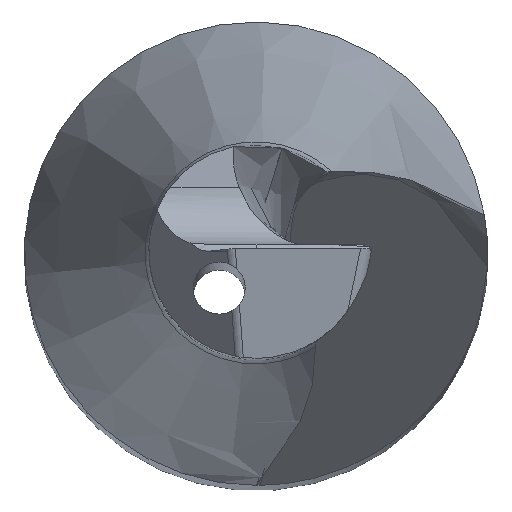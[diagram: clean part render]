
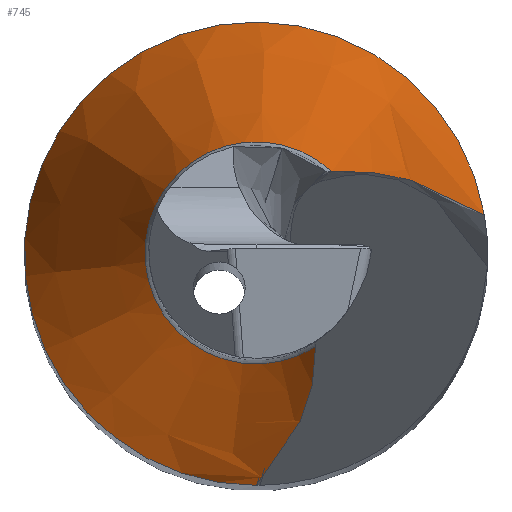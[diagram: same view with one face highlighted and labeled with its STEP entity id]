
A CAD part, top view. The second image highlights one B-rep face of the part: STEP entity #745.
In plain terms, the highlighted conical face has half-angle 15 degrees and reference radius 0.925 mm.
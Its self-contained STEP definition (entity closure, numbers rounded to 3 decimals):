
#94 = EDGE_CURVE ( 'NONE', #802, #505, #257, .T. ) ;
#99 = VERTEX_POINT ( 'NONE', #1242 ) ;
#104 = CARTESIAN_POINT ( 'NONE',  ( 0.05, -1.931, 27.542 ) ) ;
#110 = CARTESIAN_POINT ( 'NONE',  ( 0.711, 0.712, 30.998 ) ) ;
#135 = CARTESIAN_POINT ( 'NONE',  ( 0.004, -2., 27.288 ) ) ;
#140 = CARTESIAN_POINT ( 'NONE',  ( 0., 0., 31.173 ) ) ;
#143 = CARTESIAN_POINT ( 'NONE',  ( 0.521, -1., 30.56 ) ) ;
#150 = AXIS2_PLACEMENT_3D ( 'NONE', #800, #567, #1240 ) ;
#168 = CIRCLE ( 'NONE', #150, 2. ) ;
#185 = CARTESIAN_POINT ( 'NONE',  ( 0.514, -0.81, 31.173 ) ) ;
#194 = AXIS2_PLACEMENT_3D ( 'NONE', #672, #561, #1248 ) ;
#203 = DIRECTION ( 'NONE',  ( 0., 0., -1. ) ) ;
#209 = ORIENTED_EDGE ( 'NONE', *, *, #526, .T. ) ;
#212 = EDGE_LOOP ( 'NONE', ( #498, #890, #1216, #209, #686, #1021 ) ) ;
#223 = CARTESIAN_POINT ( 'NONE',  ( 0.657, 0.703, 31.161 ) ) ;
#242 = CARTESIAN_POINT ( 'NONE',  ( 0.654, 0.703, 31.169 ) ) ;
#255 = CARTESIAN_POINT ( 'NONE',  ( 0.653, 0.703, 31.173 ) ) ;
#257 = B_SPLINE_CURVE_WITH_KNOTS ( 'NONE', 3,
 ( #135, #572, #586, #104 ),
 .UNSPECIFIED., .F., .F.,
 ( 4, 4 ),
 ( 0., 0. ),
 .UNSPECIFIED. ) ;
#345 = EDGE_CURVE ( 'NONE', #505, #693, #699, .T. ) ;
#379 = CARTESIAN_POINT ( 'NONE',  ( 1.45, 0.602, 28.899 ) ) ;
#482 = CARTESIAN_POINT ( 'NONE',  ( 0.004, -2., 27.288 ) ) ;
#498 = ORIENTED_EDGE ( 'NONE', *, *, #345, .T. ) ;
#505 = VERTEX_POINT ( 'NONE', #1247 ) ;
#526 = EDGE_CURVE ( 'NONE', #1332, #1260, #1054, .T. ) ;
#561 = DIRECTION ( 'NONE',  ( 0., 0., -1. ) ) ;
#567 = DIRECTION ( 'NONE',  ( 0., 0., 1. ) ) ;
#572 = CARTESIAN_POINT ( 'NONE',  ( 0.011, -1.977, 27.374 ) ) ;
#586 = CARTESIAN_POINT ( 'NONE',  ( 0.027, -1.954, 27.458 ) ) ;
#618 = CONICAL_SURFACE ( 'NONE', #194, 0.925, 0.262 ) ;
#623 = EDGE_CURVE ( 'NONE', #693, #99, #1423, .T. ) ;
#671 = CARTESIAN_POINT ( 'NONE',  ( 0.888, 0.709, 30.514 ) ) ;
#672 = CARTESIAN_POINT ( 'NONE',  ( 0., 0., 31.3 ) ) ;
#686 = ORIENTED_EDGE ( 'NONE', *, *, #1028, .T. ) ;
#692 = CARTESIAN_POINT ( 'NONE',  ( 1.557, 0.566, 28.575 ) ) ;
#693 = VERTEX_POINT ( 'NONE', #185 ) ;
#695 = CARTESIAN_POINT ( 'NONE',  ( 0.33, -1.582, 28.74 ) ) ;
#699 = B_SPLINE_CURVE_WITH_KNOTS ( 'NONE', 3,
 ( #1282, #704, #695, #1175, #143, #722 ),
 .UNSPECIFIED., .F., .F.,
 ( 4, 2, 4 ),
 ( 0., 0.002, 0.004 ),
 .UNSPECIFIED. ) ;
#704 = CARTESIAN_POINT ( 'NONE',  ( 0.209, -1.767, 28.14 ) ) ;
#722 = CARTESIAN_POINT ( 'NONE',  ( 0.514, -0.81, 31.173 ) ) ;
#745 = ADVANCED_FACE ( 'NONE', ( #1249 ), #618, .T. ) ;
#759 = EDGE_CURVE ( 'NONE', #99, #1332, #1149, .T. ) ;
#800 = CARTESIAN_POINT ( 'NONE',  ( 0., 0., 27.288 ) ) ;
#802 = VERTEX_POINT ( 'NONE', #482 ) ;
#890 = ORIENTED_EDGE ( 'NONE', *, *, #623, .T. ) ;
#898 = CARTESIAN_POINT ( 'NONE',  ( 1.12, 0.681, 29.869 ) ) ;
#911 = AXIS2_PLACEMENT_3D ( 'NONE', #140, #203, #1104 ) ;
#950 = CARTESIAN_POINT ( 'NONE',  ( 0.657, 0.703, 31.161 ) ) ;
#978 = CARTESIAN_POINT ( 'NONE',  ( 0.657, 0.703, 31.161 ) ) ;
#1004 = CARTESIAN_POINT ( 'NONE',  ( 0.946, 0.704, 30.353 ) ) ;
#1021 = ORIENTED_EDGE ( 'NONE', *, *, #94, .T. ) ;
#1028 = EDGE_CURVE ( 'NONE', #1260, #802, #168, .T. ) ;
#1054 = B_SPLINE_CURVE_WITH_KNOTS ( 'NONE', 3,
 ( #223, #110, #1363, #671, #1004, #898, #1358, #379, #692, #1178, #1410, #1059 ),
 .UNSPECIFIED., .F., .F.,
 ( 4, 2, 2, 2, 2, 4 ),
 ( 0., 0.001, 0.001, 0.002, 0.003, 0.004 ),
 .UNSPECIFIED. ) ;
#1059 = CARTESIAN_POINT ( 'NONE',  ( 1.972, 0.333, 27.288 ) ) ;
#1092 = CARTESIAN_POINT ( 'NONE',  ( 1.972, 0.333, 27.288 ) ) ;
#1104 = DIRECTION ( 'NONE',  ( 1., 0., 0. ) ) ;
#1149 = B_SPLINE_CURVE_WITH_KNOTS ( 'NONE', 3,
 ( #255, #242, #1306, #950 ),
 .UNSPECIFIED., .F., .F.,
 ( 4, 4 ),
 ( 0., 0. ),
 .UNSPECIFIED. ) ;
#1175 = CARTESIAN_POINT ( 'NONE',  ( 0.486, -1.199, 29.948 ) ) ;
#1178 = CARTESIAN_POINT ( 'NONE',  ( 1.769, 0.469, 27.929 ) ) ;
#1216 = ORIENTED_EDGE ( 'NONE', *, *, #759, .T. ) ;
#1240 = DIRECTION ( 'NONE',  ( -1., 0., 0. ) ) ;
#1242 = CARTESIAN_POINT ( 'NONE',  ( 0.653, 0.703, 31.173 ) ) ;
#1247 = CARTESIAN_POINT ( 'NONE',  ( 0.05, -1.931, 27.542 ) ) ;
#1248 = DIRECTION ( 'NONE',  ( 1., 0., 0. ) ) ;
#1249 = FACE_OUTER_BOUND ( 'NONE', #212, .T. ) ;
#1260 = VERTEX_POINT ( 'NONE', #1092 ) ;
#1282 = CARTESIAN_POINT ( 'NONE',  ( 0.05, -1.931, 27.542 ) ) ;
#1306 = CARTESIAN_POINT ( 'NONE',  ( 0.656, 0.703, 31.165 ) ) ;
#1332 = VERTEX_POINT ( 'NONE', #978 ) ;
#1358 = CARTESIAN_POINT ( 'NONE',  ( 1.231, 0.659, 29.546 ) ) ;
#1363 = CARTESIAN_POINT ( 'NONE',  ( 0.77, 0.713, 30.837 ) ) ;
#1410 = CARTESIAN_POINT ( 'NONE',  ( 1.873, 0.408, 27.608 ) ) ;
#1423 = CIRCLE ( 'NONE', #911, 0.959 ) ;
